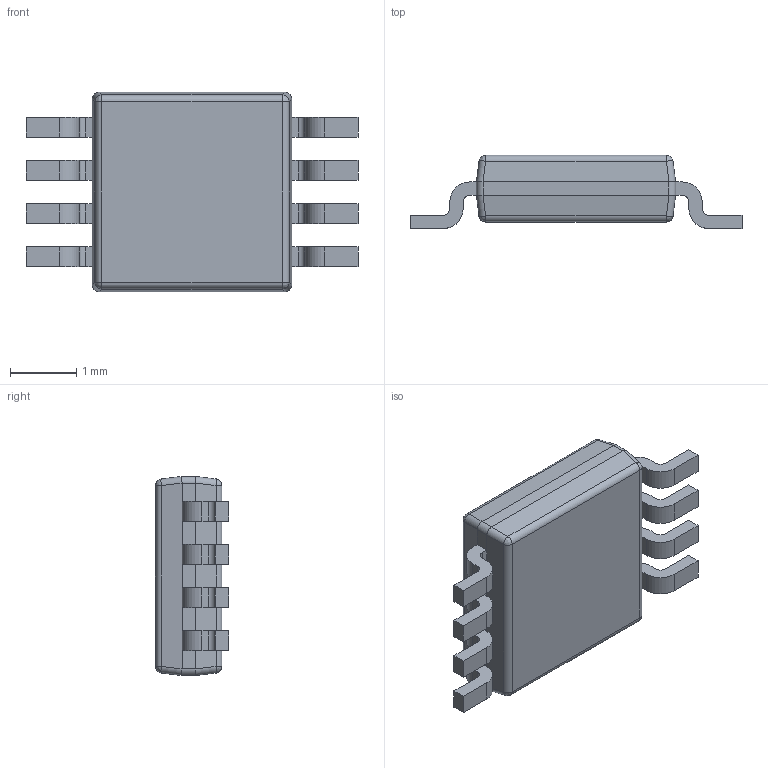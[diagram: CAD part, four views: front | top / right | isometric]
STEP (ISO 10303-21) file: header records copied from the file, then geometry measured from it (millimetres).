
FILE_DESCRIPTION (( 'STEP AP214' ), '1' );
FILE_NAME ('53CB7EBB-E1F6-4ECB-88E5-ECB20FA9444A.STEP', '2023-11-30T23:22:48', ( '' ), ( '' ), 'SwSTEP 2.0', 'SolidWorks 2022', '' );
FILE_SCHEMA (( 'AUTOMOTIVE_DESIGN' ));
Length unit declared in the file: millimetre
Products named in the file (1): 53CB7EBB-E1F6-4ECB-88E5-ECB20FA9444A
Bounding box: 5 x 1.1 x 3 mm (x, y, z)
Volume: 9.4 mm3; surface area: 38.4 mm2
Topology: 1 solids, 1 shells, 164 faces, 414 edges, 251 vertices
Faces by surface type: plane 94, cylinder 60, bspline 10
Entity records: 6214 total; most frequent: CARTESIAN_POINT 1002, ORIENTED_EDGE 824, DIRECTION 822, EDGE_CURVE 412, VECTOR 296, LINE 296, AXIS2_PLACEMENT_3D 263, VERTEX_POINT 251
